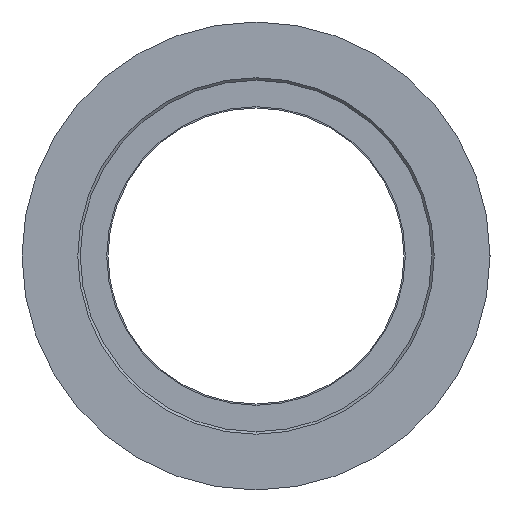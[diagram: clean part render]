
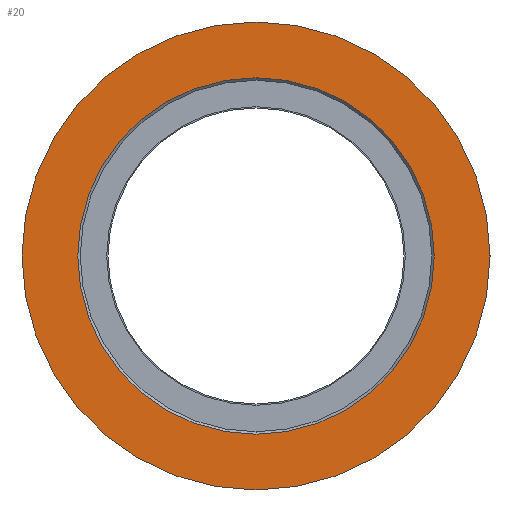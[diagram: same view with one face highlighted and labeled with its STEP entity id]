
A CAD part, left-side view. The second image highlights one B-rep face of the part: STEP entity #20.
In plain terms, the highlighted face is planar.
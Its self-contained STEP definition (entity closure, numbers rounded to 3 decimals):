
#20 = ADVANCED_FACE ( 'NONE', ( #445, #442 ), #437, .T. ) ;
#40 = EDGE_CURVE ( 'NONE', #597, #581, #664, .T. ) ;
#50 = EDGE_CURVE ( 'NONE', #581, #597, #757, .T. ) ;
#57 = EDGE_CURVE ( 'NONE', #590, #584, #742, .T. ) ;
#76 = EDGE_CURVE ( 'NONE', #584, #590, #661, .T. ) ;
#106 = DIRECTION ( 'NONE',  ( 0., 0., -1. ) ) ;
#107 = DIRECTION ( 'NONE',  ( 0., 1., 0. ) ) ;
#131 = CARTESIAN_POINT ( 'NONE',  ( 0., 0., -20.95 ) ) ;
#140 = CARTESIAN_POINT ( 'NONE',  ( 0., 0., -27.5 ) ) ;
#147 = CARTESIAN_POINT ( 'NONE',  ( 0., 0., 20.95 ) ) ;
#153 = CARTESIAN_POINT ( 'NONE',  ( 0., 0., 0. ) ) ;
#157 = DIRECTION ( 'NONE',  ( 0., 0., 1. ) ) ;
#158 = DIRECTION ( 'NONE',  ( 0., 1., 0. ) ) ;
#159 = CARTESIAN_POINT ( 'NONE',  ( 0., 0., 0. ) ) ;
#160 = CARTESIAN_POINT ( 'NONE',  ( 0., 0., 27.5 ) ) ;
#224 = DIRECTION ( 'NONE',  ( 0., 0., 1. ) ) ;
#225 = DIRECTION ( 'NONE',  ( 0., 1., 0. ) ) ;
#226 = CARTESIAN_POINT ( 'NONE',  ( 0., 0., 0. ) ) ;
#252 = DIRECTION ( 'NONE',  ( 0., 0., -1. ) ) ;
#253 = DIRECTION ( 'NONE',  ( 0., 1., 0. ) ) ;
#254 = CARTESIAN_POINT ( 'NONE',  ( 0., 0., 0. ) ) ;
#351 = ORIENTED_EDGE ( 'NONE', *, *, #40, .T. ) ;
#382 = ORIENTED_EDGE ( 'NONE', *, *, #76, .F. ) ;
#394 = ORIENTED_EDGE ( 'NONE', *, *, #50, .T. ) ;
#401 = ORIENTED_EDGE ( 'NONE', *, *, #57, .F. ) ;
#429 = DIRECTION ( 'NONE',  ( 0., 0., -1. ) ) ;
#437 = PLANE ( 'NONE',  #700 ) ;
#442 = FACE_OUTER_BOUND ( 'NONE', #569, .T. ) ;
#445 = FACE_BOUND ( 'NONE', #554, .T. ) ;
#447 = CARTESIAN_POINT ( 'NONE',  ( -20.65, 0., 0. ) ) ;
#451 = DIRECTION ( 'NONE',  ( 0., -1., 0. ) ) ;
#554 = EDGE_LOOP ( 'NONE', ( #351, #394 ) ) ;
#569 = EDGE_LOOP ( 'NONE', ( #382, #401 ) ) ;
#581 = VERTEX_POINT ( 'NONE', #147 ) ;
#584 = VERTEX_POINT ( 'NONE', #160 ) ;
#590 = VERTEX_POINT ( 'NONE', #140 ) ;
#597 = VERTEX_POINT ( 'NONE', #131 ) ;
#661 = CIRCLE ( 'NONE', #720, 27.5 ) ;
#664 = CIRCLE ( 'NONE', #760, 20.95 ) ;
#700 = AXIS2_PLACEMENT_3D ( 'NONE', #447, #451, #429 ) ;
#710 = AXIS2_PLACEMENT_3D ( 'NONE', #226, #225, #224 ) ;
#720 = AXIS2_PLACEMENT_3D ( 'NONE', #159, #158, #157 ) ;
#742 = CIRCLE ( 'NONE', #710, 27.5 ) ;
#757 = CIRCLE ( 'NONE', #783, 20.95 ) ;
#760 = AXIS2_PLACEMENT_3D ( 'NONE', #153, #107, #106 ) ;
#783 = AXIS2_PLACEMENT_3D ( 'NONE', #254, #253, #252 ) ;
